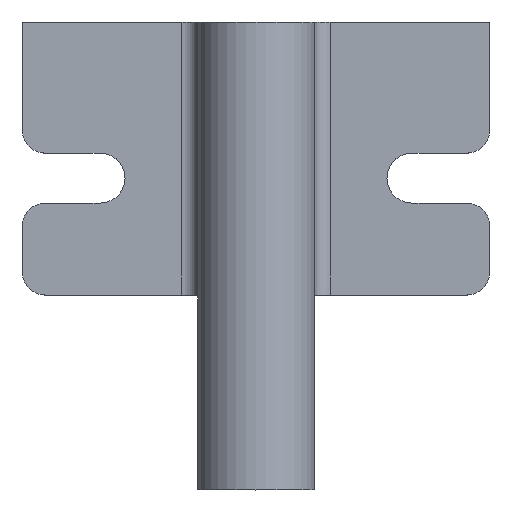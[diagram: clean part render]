
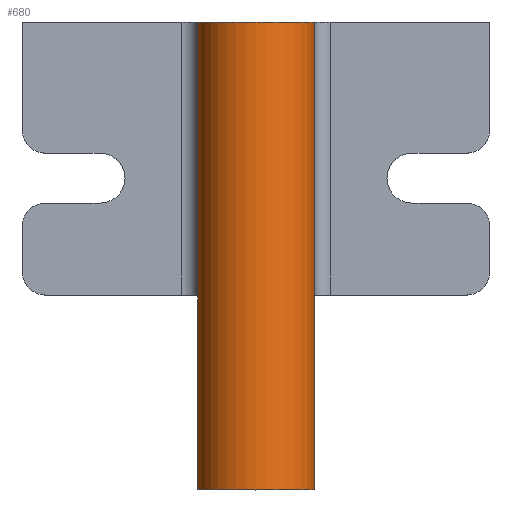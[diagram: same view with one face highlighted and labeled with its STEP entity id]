
A CAD part, top view. The second image highlights one B-rep face of the part: STEP entity #680.
In plain terms, the highlighted cylindrical face has radius 7.5 mm (diameter 15 mm), a full revolution.
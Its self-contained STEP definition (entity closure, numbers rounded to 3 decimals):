
#41=FACE_OUTER_BOUND('',#78,.T.);
#78=EDGE_LOOP('',(#462,#463,#464,#465,#466,#467,#468,#469));
#118=LINE('',#1012,#190);
#119=LINE('',#1017,#191);
#120=LINE('',#1020,#192);
#190=VECTOR('',#804,7.5);
#191=VECTOR('',#809,10.);
#192=VECTOR('',#812,10.);
#262=CIRCLE('',#732,7.5);
#263=CIRCLE('',#733,7.5);
#264=CIRCLE('',#734,7.5);
#265=CIRCLE('',#735,7.5);
#292=VERTEX_POINT('',#1008);
#293=VERTEX_POINT('',#1009);
#294=VERTEX_POINT('',#1011);
#295=VERTEX_POINT('',#1014);
#296=VERTEX_POINT('',#1016);
#297=VERTEX_POINT('',#1018);
#360=EDGE_CURVE('',#292,#293,#262,.T.);
#361=EDGE_CURVE('',#293,#294,#118,.T.);
#362=EDGE_CURVE('',#294,#294,#263,.T.);
#363=EDGE_CURVE('',#293,#295,#264,.T.);
#364=EDGE_CURVE('',#295,#296,#119,.T.);
#365=EDGE_CURVE('',#296,#297,#265,.T.);
#366=EDGE_CURVE('',#297,#292,#120,.T.);
#462=ORIENTED_EDGE('',*,*,#360,.T.);
#463=ORIENTED_EDGE('',*,*,#361,.T.);
#464=ORIENTED_EDGE('',*,*,#362,.F.);
#465=ORIENTED_EDGE('',*,*,#361,.F.);
#466=ORIENTED_EDGE('',*,*,#363,.T.);
#467=ORIENTED_EDGE('',*,*,#364,.T.);
#468=ORIENTED_EDGE('',*,*,#365,.T.);
#469=ORIENTED_EDGE('',*,*,#366,.T.);
#666=CYLINDRICAL_SURFACE('',#731,7.5);
#680=ADVANCED_FACE('',(#41),#666,.T.);
#731=AXIS2_PLACEMENT_3D('',#1007,#800,#801);
#732=AXIS2_PLACEMENT_3D('',#1010,#802,#803);
#733=AXIS2_PLACEMENT_3D('',#1013,#805,#806);
#734=AXIS2_PLACEMENT_3D('',#1015,#807,#808);
#735=AXIS2_PLACEMENT_3D('',#1019,#810,#811);
#800=DIRECTION('center_axis',(0.,1.,0.));
#801=DIRECTION('ref_axis',(-1.,0.,0.));
#802=DIRECTION('center_axis',(0.,-1.,0.));
#803=DIRECTION('ref_axis',(-1.,0.,0.));
#804=DIRECTION('',(0.,-1.,0.));
#805=DIRECTION('center_axis',(0.,-1.,0.));
#806=DIRECTION('ref_axis',(-1.,0.,0.));
#807=DIRECTION('center_axis',(0.,-1.,0.));
#808=DIRECTION('ref_axis',(-1.,0.,0.));
#809=DIRECTION('',(0.,-1.,0.));
#810=DIRECTION('center_axis',(0.,-1.,0.));
#811=DIRECTION('ref_axis',(-1.,0.,0.));
#812=DIRECTION('',(0.,1.,0.));
#1007=CARTESIAN_POINT('Origin',(-18.,35.5,28.5));
#1008=CARTESIAN_POINT('',(-10.5,82.5,28.498));
#1009=CARTESIAN_POINT('',(-10.5,82.5,28.5));
#1010=CARTESIAN_POINT('Origin',(-18.,82.5,28.5));
#1011=CARTESIAN_POINT('',(-10.5,22.5,28.5));
#1012=CARTESIAN_POINT('',(-10.5,35.5,28.5));
#1013=CARTESIAN_POINT('Origin',(-18.,22.5,28.5));
#1014=CARTESIAN_POINT('',(-25.5,82.5,28.499));
#1015=CARTESIAN_POINT('Origin',(-18.,82.5,28.5));
#1016=CARTESIAN_POINT('',(-25.5,47.5,28.499));
#1017=CARTESIAN_POINT('',(-25.5,77.5,28.499));
#1018=CARTESIAN_POINT('',(-10.5,47.5,28.498));
#1019=CARTESIAN_POINT('Origin',(-18.,47.5,28.5));
#1020=CARTESIAN_POINT('',(-10.5,35.5,28.498));
